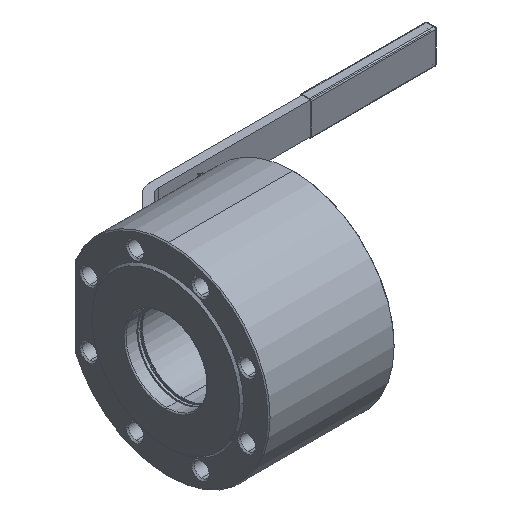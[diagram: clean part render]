
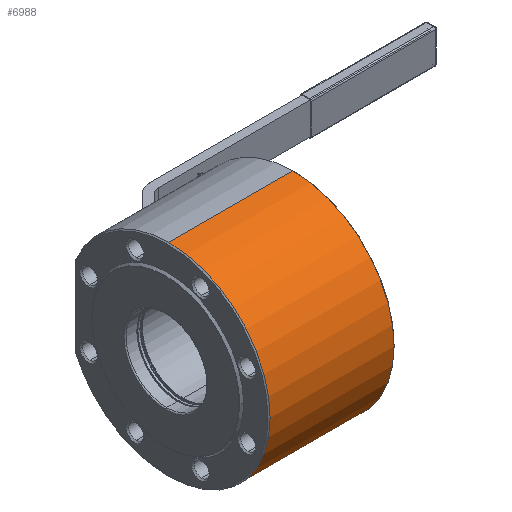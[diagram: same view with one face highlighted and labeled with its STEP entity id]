
A CAD part, isometric view. The second image highlights one B-rep face of the part: STEP entity #6988.
In plain terms, the highlighted cylindrical face has radius 94.75 mm (diameter 189.5 mm), a partial arc.
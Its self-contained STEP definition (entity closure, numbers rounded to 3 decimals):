
#5794 = DIRECTION ( 'NONE',  ( -1., 0., 0. ) ) ;
#5795 = VECTOR ( 'NONE', #5794, 1000. ) ;
#5796 = CARTESIAN_POINT ( 'NONE',  ( 58., 0., -94.75 ) ) ;
#5797 = LINE ( 'NONE', #5796, #5795 ) ;
#6818 = VERTEX_POINT ( 'NONE', #17368 ) ;
#6820 = VERTEX_POINT ( 'NONE', #17367 ) ;
#6864 = EDGE_LOOP ( 'NONE', ( #6865, #6866, #6992, #6996, #6998 ) ) ;
#6865 = ORIENTED_EDGE ( 'NONE', *, *, #6871, .F. ) ;
#6866 = ORIENTED_EDGE ( 'NONE', *, *, #6984, .T. ) ;
#6871 = EDGE_CURVE ( 'NONE', #6818, #6820, #5797, .T. ) ;
#6984 = EDGE_CURVE ( 'NONE', #6818, #6985, #12275, .T. ) ;
#6985 = VERTEX_POINT ( 'NONE', #12270 ) ;
#6988 = ADVANCED_FACE ( 'NONE', ( #12334 ), #12333, .T. ) ;
#6992 = ORIENTED_EDGE ( 'NONE', *, *, #6993, .T. ) ;
#6993 = EDGE_CURVE ( 'NONE', #6985, #6994, #12351, .T. ) ;
#6994 = VERTEX_POINT ( 'NONE', #12398 ) ;
#6995 = VERTEX_POINT ( 'NONE', #12397 ) ;
#6996 = ORIENTED_EDGE ( 'NONE', *, *, #6997, .T. ) ;
#6997 = EDGE_CURVE ( 'NONE', #6994, #6995, #12400, .T. ) ;
#6998 = ORIENTED_EDGE ( 'NONE', *, *, #6999, .T. ) ;
#6999 = EDGE_CURVE ( 'NONE', #6995, #6820, #12401, .T. ) ;
#12270 = CARTESIAN_POINT ( 'NONE',  ( 58., -94.75, 0. ) ) ;
#12271 = DIRECTION ( 'NONE',  ( 0., 0., 1. ) ) ;
#12272 = DIRECTION ( 'NONE',  ( -1., 0., 0. ) ) ;
#12273 = CARTESIAN_POINT ( 'NONE',  ( 58., 0., 0. ) ) ;
#12274 = AXIS2_PLACEMENT_3D ( 'NONE', #12273, #12272, #12271 ) ;
#12275 = CIRCLE ( 'NONE', #12274, 94.75 ) ;
#12329 = DIRECTION ( 'NONE',  ( 0., 0., 1. ) ) ;
#12330 = DIRECTION ( 'NONE',  ( -1., 0., 0. ) ) ;
#12331 = CARTESIAN_POINT ( 'NONE',  ( 58., 0., 0. ) ) ;
#12332 = AXIS2_PLACEMENT_3D ( 'NONE', #12331, #12330, #12329 ) ;
#12333 = CYLINDRICAL_SURFACE ( 'NONE', #12332, 94.75 ) ;
#12334 = FACE_OUTER_BOUND ( 'NONE', #6864, .T. ) ;
#12350 = AXIS2_PLACEMENT_3D ( 'NONE', #12357, #12356, #12390 ) ;
#12351 = CIRCLE ( 'NONE', #12350, 94.75 ) ;
#12356 = DIRECTION ( 'NONE',  ( -1., 0., 0. ) ) ;
#12357 = CARTESIAN_POINT ( 'NONE',  ( 58., 0., 0. ) ) ;
#12390 = DIRECTION ( 'NONE',  ( 0., 0., 1. ) ) ;
#12393 = DIRECTION ( 'NONE',  ( -1., 0., 0. ) ) ;
#12394 = VECTOR ( 'NONE', #12393, 1000. ) ;
#12395 = DIRECTION ( 'NONE',  ( 0., 0., 1. ) ) ;
#12396 = DIRECTION ( 'NONE',  ( 1., 0., 0. ) ) ;
#12397 = CARTESIAN_POINT ( 'NONE',  ( -58., 0., 94.75 ) ) ;
#12398 = CARTESIAN_POINT ( 'NONE',  ( 58., 0., 94.75 ) ) ;
#12399 = CARTESIAN_POINT ( 'NONE',  ( 58., 0., 94.75 ) ) ;
#12400 = LINE ( 'NONE', #12399, #12394 ) ;
#12401 = CIRCLE ( 'NONE', #12403, 94.75 ) ;
#12402 = CARTESIAN_POINT ( 'NONE',  ( -58., 0., 0. ) ) ;
#12403 = AXIS2_PLACEMENT_3D ( 'NONE', #12402, #12396, #12395 ) ;
#17367 = CARTESIAN_POINT ( 'NONE',  ( -58., 0., -94.75 ) ) ;
#17368 = CARTESIAN_POINT ( 'NONE',  ( 58., 0., -94.75 ) ) ;
